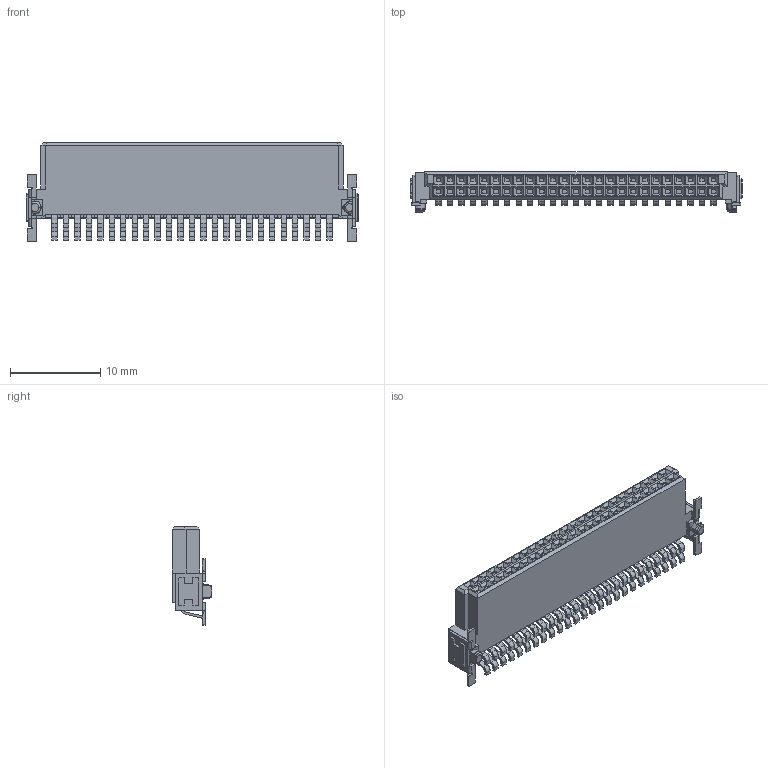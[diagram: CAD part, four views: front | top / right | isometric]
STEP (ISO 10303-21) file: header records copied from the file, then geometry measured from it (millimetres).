
FILE_DESCRIPTION(('CATIA V5 STEP Exchange','CAx-IF Rec.Pracs.--- Model Styling and Organization---1.4--- 2014-01-23'),'2;1');
FILE_NAME ('D1463930_0_2747490000_2747490000.stp','2020-10-05T08:32:54+00:00',('none'),('Weidmueller'),'CATIA Version 5-6 Release 2016 SP3 HF44','CATIA V5 STEP AP214','none');
FILE_SCHEMA(('AUTOMOTIVE_DESIGN { 1 0 10303 214 1 1 1 1 }'));
Products named in the file (1): 2747490000
Bounding box: 36.79 x 4.42 x 10.95 mm (x, y, z)
Volume: 839.2 mm3; surface area: 1423.3 mm2
Topology: 1 solids, 1 shells, 1705 faces, 4699 edges, 3144 vertices
Faces by surface type: plane 1393, cylinder 274, cone 14, torus 12, sphere 8, bspline 4
Entity records: 54762 total; most frequent: CARTESIAN_POINT 12244, ORIENTED_EDGE 9382, DIRECTION 7079, EDGE_CURVE 4691, VECTOR 4042, LINE 4042, VERTEX_POINT 3144, EDGE_LOOP 1861
